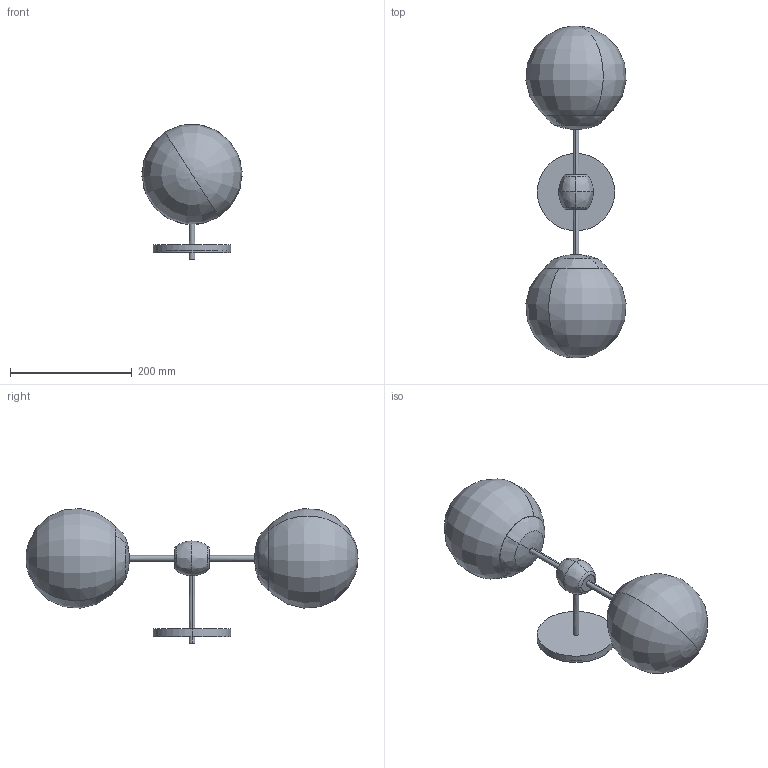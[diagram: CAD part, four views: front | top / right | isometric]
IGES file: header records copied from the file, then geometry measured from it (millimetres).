
Start section: SolidWorks IGES file using analytic representation for surfaces
Global section: file name: MODS2 - Modo Sconce - 2 Globes 2.IGS; native system: SolidWorks 2015; preprocessor: SolidWorks 2015; author: Design; date: 190307.162917; units: millimetre
Bounding box: 164.34 x 544.62 x 221.05 mm (x, y, z)
Volume: 5046561 mm3; surface area: 242024.8 mm2
Topology: 1 solids, 1 shells, 150 faces, 432 edges, 283 vertices
Faces by surface type: revolution 108, plane 26, bspline 16
